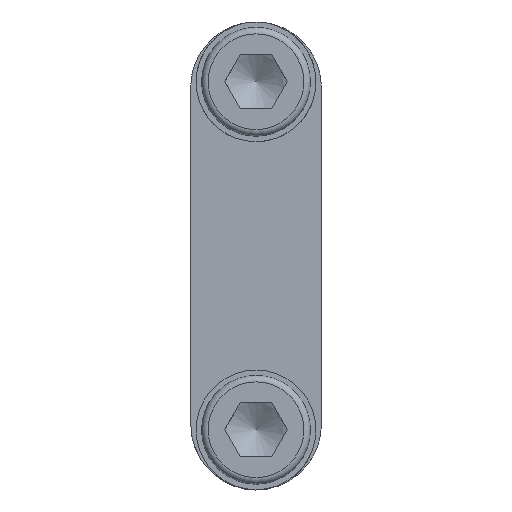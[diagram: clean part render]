
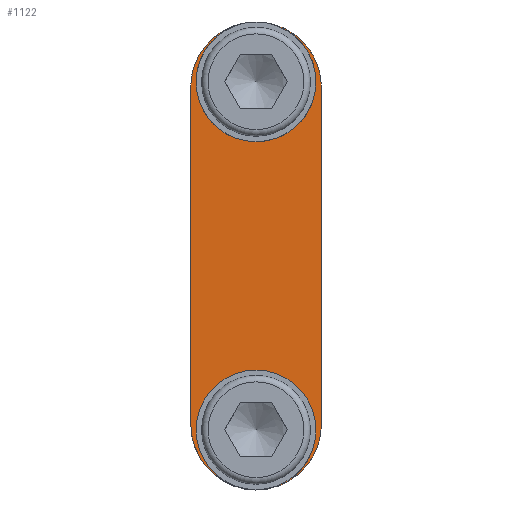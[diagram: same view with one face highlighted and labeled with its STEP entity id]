
A CAD part, top view. The second image highlights one B-rep face of the part: STEP entity #1122.
In plain terms, the highlighted planar face has unit normal (0, 0, 1).
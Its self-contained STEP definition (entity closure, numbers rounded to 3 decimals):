
#82=PLANE('',#1243);
#125=FACE_OUTER_BOUND('',#191,.T.);
#191=EDGE_LOOP('',(#856,#857,#858,#859,#860,#861,#862,#863,#864,#865));
#259=LINE('',#1851,#323);
#260=LINE('',#1856,#324);
#323=VECTOR('',#1488,10.);
#324=VECTOR('',#1493,10.);
#390=CIRCLE('',#1235,5.5);
#391=CIRCLE('',#1236,5.5);
#395=CIRCLE('',#1244,6.);
#396=CIRCLE('',#1245,6.);
#397=CIRCLE('',#1246,6.);
#398=CIRCLE('',#1247,6.);
#399=CIRCLE('',#1248,5.5);
#400=CIRCLE('',#1249,5.5);
#486=VERTEX_POINT('',#1830);
#487=VERTEX_POINT('',#1832);
#491=VERTEX_POINT('',#1847);
#492=VERTEX_POINT('',#1848);
#493=VERTEX_POINT('',#1850);
#494=VERTEX_POINT('',#1853);
#495=VERTEX_POINT('',#1855);
#496=VERTEX_POINT('',#1858);
#617=EDGE_CURVE('',#487,#486,#390,.T.);
#618=EDGE_CURVE('',#486,#487,#391,.T.);
#624=EDGE_CURVE('',#491,#492,#395,.T.);
#625=EDGE_CURVE('',#493,#491,#259,.T.);
#626=EDGE_CURVE('',#487,#493,#396,.T.);
#627=EDGE_CURVE('',#494,#487,#397,.T.);
#628=EDGE_CURVE('',#494,#495,#260,.T.);
#629=EDGE_CURVE('',#492,#495,#398,.T.);
#630=EDGE_CURVE('',#492,#496,#399,.T.);
#631=EDGE_CURVE('',#496,#492,#400,.T.);
#856=ORIENTED_EDGE('',*,*,#624,.F.);
#857=ORIENTED_EDGE('',*,*,#625,.F.);
#858=ORIENTED_EDGE('',*,*,#626,.F.);
#859=ORIENTED_EDGE('',*,*,#617,.T.);
#860=ORIENTED_EDGE('',*,*,#618,.T.);
#861=ORIENTED_EDGE('',*,*,#627,.F.);
#862=ORIENTED_EDGE('',*,*,#628,.T.);
#863=ORIENTED_EDGE('',*,*,#629,.F.);
#864=ORIENTED_EDGE('',*,*,#630,.T.);
#865=ORIENTED_EDGE('',*,*,#631,.T.);
#1122=ADVANCED_FACE('',(#125),#82,.T.);
#1235=AXIS2_PLACEMENT_3D('',#1833,#1466,#1467);
#1236=AXIS2_PLACEMENT_3D('',#1834,#1468,#1469);
#1243=AXIS2_PLACEMENT_3D('',#1846,#1484,#1485);
#1244=AXIS2_PLACEMENT_3D('',#1849,#1486,#1487);
#1245=AXIS2_PLACEMENT_3D('',#1852,#1489,#1490);
#1246=AXIS2_PLACEMENT_3D('',#1854,#1491,#1492);
#1247=AXIS2_PLACEMENT_3D('',#1857,#1494,#1495);
#1248=AXIS2_PLACEMENT_3D('',#1859,#1496,#1497);
#1249=AXIS2_PLACEMENT_3D('',#1860,#1498,#1499);
#1466=DIRECTION('center_axis',(0.,0.,-1.));
#1467=DIRECTION('ref_axis',(-1.,0.,0.));
#1468=DIRECTION('center_axis',(0.,0.,-1.));
#1469=DIRECTION('ref_axis',(-1.,0.,0.));
#1484=DIRECTION('center_axis',(0.,0.,1.));
#1485=DIRECTION('ref_axis',(1.,0.,0.));
#1486=DIRECTION('center_axis',(0.,0.,-1.));
#1487=DIRECTION('ref_axis',(-1.,0.,0.));
#1488=DIRECTION('',(0.,1.,0.));
#1489=DIRECTION('center_axis',(0.,0.,-1.));
#1490=DIRECTION('ref_axis',(1.,0.,0.));
#1491=DIRECTION('center_axis',(0.,0.,-1.));
#1492=DIRECTION('ref_axis',(1.,0.,0.));
#1493=DIRECTION('',(0.,1.,0.));
#1494=DIRECTION('center_axis',(0.,0.,-1.));
#1495=DIRECTION('ref_axis',(-1.,0.,0.));
#1496=DIRECTION('center_axis',(0.,0.,-1.));
#1497=DIRECTION('ref_axis',(-1.,0.,0.));
#1498=DIRECTION('center_axis',(0.,0.,-1.));
#1499=DIRECTION('ref_axis',(-1.,0.,0.));
#1830=CARTESIAN_POINT('',(5.5,-16.,7.));
#1832=CARTESIAN_POINT('',(0.,-21.5,7.));
#1833=CARTESIAN_POINT('Origin',(0.,-16.,7.));
#1834=CARTESIAN_POINT('Origin',(0.,-16.,7.));
#1846=CARTESIAN_POINT('Origin',(-6.,0.,7.));
#1847=CARTESIAN_POINT('',(-6.,15.5,7.));
#1848=CARTESIAN_POINT('',(0.,21.5,7.));
#1849=CARTESIAN_POINT('Origin',(0.,15.5,7.));
#1850=CARTESIAN_POINT('',(-6.,-15.5,7.));
#1851=CARTESIAN_POINT('',(-6.,0.,7.));
#1852=CARTESIAN_POINT('Origin',(0.,-15.5,7.));
#1853=CARTESIAN_POINT('',(6.,-15.5,7.));
#1854=CARTESIAN_POINT('Origin',(0.,-15.5,7.));
#1855=CARTESIAN_POINT('',(6.,15.5,7.));
#1856=CARTESIAN_POINT('',(6.,0.,7.));
#1857=CARTESIAN_POINT('Origin',(0.,15.5,7.));
#1858=CARTESIAN_POINT('',(5.5,16.,7.));
#1859=CARTESIAN_POINT('Origin',(0.,16.,7.));
#1860=CARTESIAN_POINT('Origin',(0.,16.,7.));
